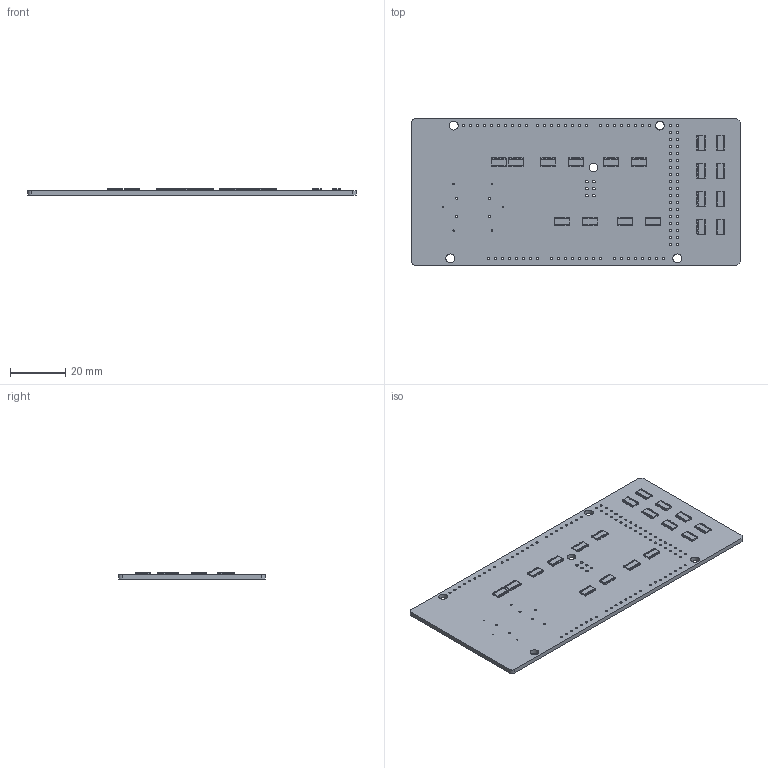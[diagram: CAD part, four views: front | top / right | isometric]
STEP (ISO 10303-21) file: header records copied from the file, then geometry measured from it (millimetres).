
FILE_DESCRIPTION(('KiCad electronic assembly'),'2;1');
FILE_NAME('MEGA board tester.step','2023-03-01T14:34:51',('Pcbnew'),( 'Kicad'),'Open CASCADE STEP processor 7.6','KiCad to STEP converter' ,'Unknown');
FILE_SCHEMA(('AUTOMOTIVE_DESIGN { 1 0 10303 214 1 1 1 1 }'));
Length unit declared in the file: millimetre
Products named in the file (4): MEGA board tester 1; R_Array_Convex_4x1206; SOLID; MEGA board tester PCB
Assembly tree (20 placements, depth 3):
  MEGA board tester 1
    R_Array_Convex_4x1206  x18
      SOLID
    MEGA board tester PCB
Bounding box: 119.38 x 53.34 x 2.2 mm (x, y, z)
Volume: 10186.4 mm3; surface area: 14362.8 mm2
Topology: 19 solids, 19 shells, 4041 faces, 12117 edges, 8114 vertices
Faces by surface type: plane 2672, cylinder 1369
Full cylindrical faces by diameter (mm): 0.5 x6, 0.762 x86, 0.8 x4, 1 x6, 3.198 x5
Entity records: 26837 total; most frequent: CARTESIAN_POINT 4561, DIRECTION 3989, LINE 2267, VECTOR 2267, ORIENTED_EDGE 1998, PCURVE 1998, DEFINITIONAL_REPRESENTATION 1998, EDGE_CURVE 999
